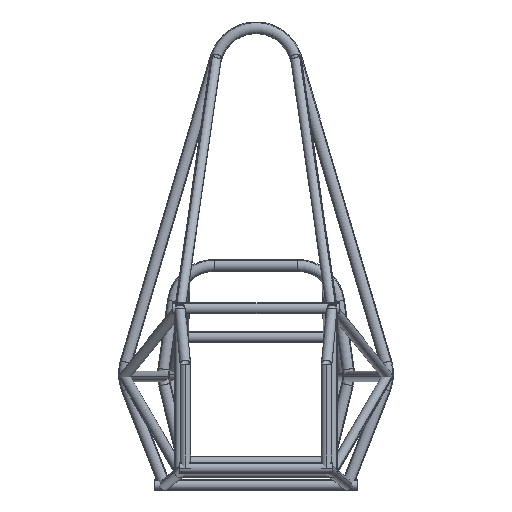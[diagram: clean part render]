
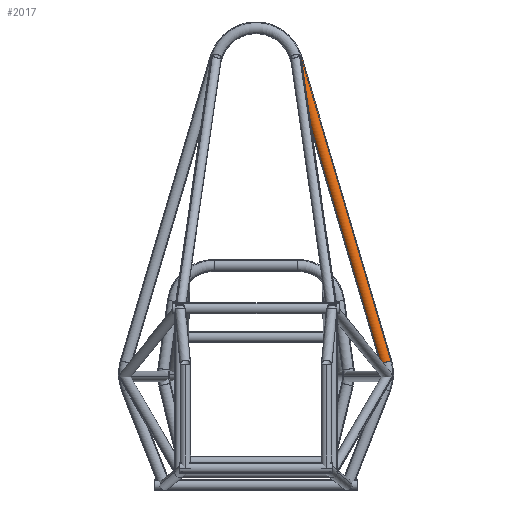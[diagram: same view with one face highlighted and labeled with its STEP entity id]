
A CAD part, left-side view. The second image highlights one B-rep face of the part: STEP entity #2017.
In plain terms, the highlighted cylindrical face has radius 14.3 mm (diameter 28.6 mm), a partial arc.
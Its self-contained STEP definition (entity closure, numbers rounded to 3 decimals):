
#1852=CARTESIAN_POINT('Vertex',(0.,-299.059,355.037)) ;
#1859=CARTESIAN_POINT('Vertex',(0.,-326.486,363.146)) ;
#1862=CARTESIAN_POINT('Axis2P3D Location',(0.,-312.772,359.092)) ;
#1987=CARTESIAN_POINT('Axis2P3D Location',(0.,-204.335,725.872)) ;
#1992=CARTESIAN_POINT('Line Origine',(0.,-190.621,721.817)) ;
#1996=CARTESIAN_POINT('Vertex',(0.,-82.183,1088.597)) ;
#1999=CARTESIAN_POINT('Line Origine',(0.,-218.048,729.926)) ;
#2003=CARTESIAN_POINT('Vertex',(0.,-109.61,1096.706)) ;
#2006=CARTESIAN_POINT('Axis2P3D Location',(0.,-95.897,1092.652)) ;
#1863=DIRECTION('Axis2P3D Direction',(0.,0.284,0.959)) ;
#1988=DIRECTION('Axis2P3D Direction',(0.,0.284,0.959)) ;
#1989=DIRECTION('Axis2P3D XDirection',(0.,0.959,-0.284)) ;
#1993=DIRECTION('Vector Direction',(0.,0.284,0.959)) ;
#2000=DIRECTION('Vector Direction',(0.,0.284,0.959)) ;
#2007=DIRECTION('Axis2P3D Direction',(0.,0.284,0.959)) ;
#1864=AXIS2_PLACEMENT_3D('Circle Axis2P3D',#1862,#1863,$) ;
#1990=AXIS2_PLACEMENT_3D('Cylinder Axis2P3D',#1987,#1988,#1989) ;
#2008=AXIS2_PLACEMENT_3D('Circle Axis2P3D',#2006,#2007,$) ;
#2012=ORIENTED_EDGE('',*,*,#1998,.F.) ;
#2013=ORIENTED_EDGE('',*,*,#1866,.T.) ;
#2014=ORIENTED_EDGE('',*,*,#2005,.T.) ;
#2015=ORIENTED_EDGE('',*,*,#2010,.F.) ;
#1994=VECTOR('Line Direction',#1993,1.) ;
#2001=VECTOR('Line Direction',#2000,1.) ;
#2017=ADVANCED_FACE('',(#2016),#1991,.T.) ;
#1865=CIRCLE('generated circle',#1864,14.3) ;
#2009=CIRCLE('generated circle',#2008,14.3) ;
#1991=CYLINDRICAL_SURFACE('generated cylinder',#1990,14.3) ;
#1866=EDGE_CURVE('',#1853,#1860,#1865,.T.) ;
#1998=EDGE_CURVE('',#1853,#1997,#1995,.T.) ;
#2005=EDGE_CURVE('',#1860,#2004,#2002,.T.) ;
#2010=EDGE_CURVE('',#1997,#2004,#2009,.T.) ;
#2011=EDGE_LOOP('',(#2012,#2013,#2014,#2015)) ;
#2016=FACE_OUTER_BOUND('',#2011,.T.) ;
#1995=LINE('Line',#1992,#1994) ;
#2002=LINE('Line',#1999,#2001) ;
#1853=VERTEX_POINT('',#1852) ;
#1860=VERTEX_POINT('',#1859) ;
#1997=VERTEX_POINT('',#1996) ;
#2004=VERTEX_POINT('',#2003) ;
